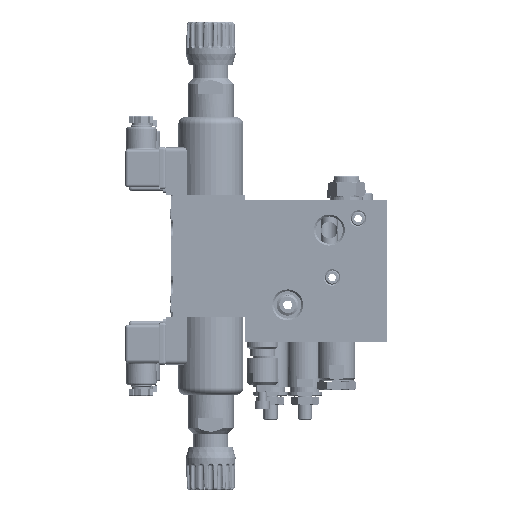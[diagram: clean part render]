
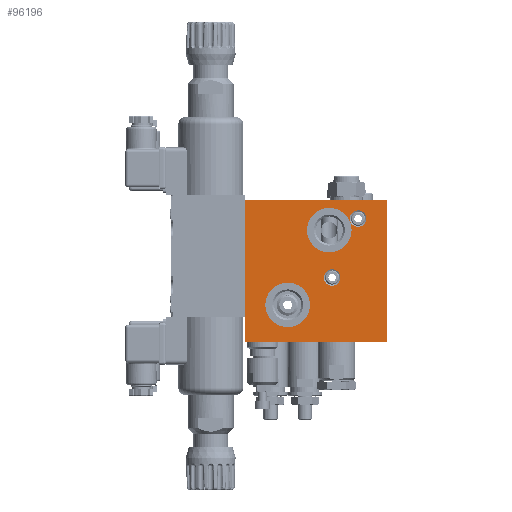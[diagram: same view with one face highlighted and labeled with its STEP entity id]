
A CAD part, left-side view. The second image highlights one B-rep face of the part: STEP entity #96196.
In plain terms, the highlighted planar face has unit normal (-1, 0, 0).
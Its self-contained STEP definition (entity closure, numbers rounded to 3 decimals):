
#137 = VERTEX_POINT ( 'NONE', #168552 ) ;
#1595 = DIRECTION ( 'NONE',  ( -1., 0., 0. ) ) ;
#7567 = LINE ( 'NONE', #64652, #74099 ) ;
#7675 = ORIENTED_EDGE ( 'NONE', *, *, #100051, .F. ) ;
#10902 = EDGE_CURVE ( 'NONE', #132066, #24275, #20276, .T. ) ;
#11762 = DIRECTION ( 'NONE',  ( 0., 0., 1. ) ) ;
#12736 = AXIS2_PLACEMENT_3D ( 'NONE', #24448, #38649, #137831 ) ;
#13453 = CIRCLE ( 'NONE', #97748, 5.75 ) ;
#13689 = DIRECTION ( 'NONE',  ( -1., 0., 0. ) ) ;
#15593 = AXIS2_PLACEMENT_3D ( 'NONE', #86526, #1595, #100819 ) ;
#16005 = EDGE_LOOP ( 'NONE', ( #117283, #66143 ) ) ;
#20276 = CIRCLE ( 'NONE', #165710, 15.5 ) ;
#20606 = ORIENTED_EDGE ( 'NONE', *, *, #39493, .F. ) ;
#21564 = VERTEX_POINT ( 'NONE', #39039 ) ;
#21829 = DIRECTION ( 'NONE',  ( -1., 0., 0. ) ) ;
#22114 = EDGE_LOOP ( 'NONE', ( #20606, #7675 ) ) ;
#22911 = VERTEX_POINT ( 'NONE', #175627 ) ;
#24265 = VERTEX_POINT ( 'NONE', #72771 ) ;
#24275 = VERTEX_POINT ( 'NONE', #129799 ) ;
#24448 = CARTESIAN_POINT ( 'NONE',  ( -240.225, 242.888, 84.827 ) ) ;
#31286 = CARTESIAN_POINT ( 'NONE',  ( -240.225, 311.888, 27.327 ) ) ;
#31607 = CIRCLE ( 'NONE', #163962, 5.75 ) ;
#33975 = CIRCLE ( 'NONE', #178973, 15.5 ) ;
#38649 = DIRECTION ( 'NONE',  ( 1., 0., 0. ) ) ;
#38986 = FACE_BOUND ( 'NONE', #22114, .T. ) ;
#39039 = CARTESIAN_POINT ( 'NONE',  ( -240.225, 341.888, -14.173 ) ) ;
#39493 = EDGE_CURVE ( 'NONE', #22911, #137, #92077, .T. ) ;
#44231 = EDGE_CURVE ( 'NONE', #176314, #21564, #7567, .T. ) ;
#45378 = DIRECTION ( 'NONE',  ( -1., 0., 0. ) ) ;
#45470 = EDGE_CURVE ( 'NONE', #21564, #108667, #149154, .T. ) ;
#46287 = CARTESIAN_POINT ( 'NONE',  ( -240.225, 282.888, 48.327 ) ) ;
#46303 = CARTESIAN_POINT ( 'NONE',  ( -240.225, 282.888, 63.827 ) ) ;
#50459 = VECTOR ( 'NONE', #61149, 1000. ) ;
#50574 = CARTESIAN_POINT ( 'NONE',  ( -240.225, 280.888, 36.577 ) ) ;
#54880 = DIRECTION ( 'NONE',  ( -1., 0., 0. ) ) ;
#56432 = VECTOR ( 'NONE', #129739, 1000. ) ;
#56462 = VERTEX_POINT ( 'NONE', #75616 ) ;
#59438 = CARTESIAN_POINT ( 'NONE',  ( -240.225, 341.888, 84.827 ) ) ;
#59536 = CIRCLE ( 'NONE', #183865, 5.75 ) ;
#60527 = CARTESIAN_POINT ( 'NONE',  ( -240.225, 242.888, 84.827 ) ) ;
#60585 = DIRECTION ( 'NONE',  ( 0., 0., 1. ) ) ;
#61149 = DIRECTION ( 'NONE',  ( 0., 0., -1. ) ) ;
#64652 = CARTESIAN_POINT ( 'NONE',  ( -240.225, 341.888, 84.827 ) ) ;
#65165 = DIRECTION ( 'NONE',  ( 0., -1., 0. ) ) ;
#66143 = ORIENTED_EDGE ( 'NONE', *, *, #138072, .F. ) ;
#72771 = CARTESIAN_POINT ( 'NONE',  ( -240.225, 242.888, 84.827 ) ) ;
#74099 = VECTOR ( 'NONE', #149584, 1000. ) ;
#75616 = CARTESIAN_POINT ( 'NONE',  ( -240.225, 311.888, -3.673 ) ) ;
#80248 = ORIENTED_EDGE ( 'NONE', *, *, #10902, .F. ) ;
#81175 = FACE_BOUND ( 'NONE', #163550, .T. ) ;
#82471 = ORIENTED_EDGE ( 'NONE', *, *, #163448, .F. ) ;
#83604 = CARTESIAN_POINT ( 'NONE',  ( -240.225, 311.888, 11.827 ) ) ;
#85350 = AXIS2_PLACEMENT_3D ( 'NONE', #130338, #45378, #144562 ) ;
#86526 = CARTESIAN_POINT ( 'NONE',  ( -240.225, 262.888, 71.827 ) ) ;
#89860 = EDGE_LOOP ( 'NONE', ( #125782, #82471 ) ) ;
#90765 = EDGE_CURVE ( 'NONE', #98267, #178566, #13453, .T. ) ;
#92077 = CIRCLE ( 'NONE', #15593, 5.75 ) ;
#94121 = LINE ( 'NONE', #115508, #56432 ) ;
#96196 = ADVANCED_FACE ( 'NONE', ( #138797, #176510, #81175, #105538, #38986 ), #123046, .F. ) ;
#96723 = DIRECTION ( 'NONE',  ( -1., 0., 0. ) ) ;
#97748 = AXIS2_PLACEMENT_3D ( 'NONE', #181588, #96723, #11762 ) ;
#97860 = DIRECTION ( 'NONE',  ( 0., 0., 1. ) ) ;
#98267 = VERTEX_POINT ( 'NONE', #50574 ) ;
#98643 = CARTESIAN_POINT ( 'NONE',  ( -240.225, 282.888, 63.827 ) ) ;
#100051 = EDGE_CURVE ( 'NONE', #137, #22911, #31607, .T. ) ;
#100819 = DIRECTION ( 'NONE',  ( 0., 0., 1. ) ) ;
#105538 = FACE_BOUND ( 'NONE', #89860, .T. ) ;
#106082 = CIRCLE ( 'NONE', #152692, 15.5 ) ;
#106764 = CARTESIAN_POINT ( 'NONE',  ( -240.225, 262.888, 71.827 ) ) ;
#106984 = VECTOR ( 'NONE', #65165, 1000. ) ;
#107032 = EDGE_CURVE ( 'NONE', #24265, #108667, #163633, .T. ) ;
#108667 = VERTEX_POINT ( 'NONE', #146072 ) ;
#111628 = ORIENTED_EDGE ( 'NONE', *, *, #125560, .F. ) ;
#112891 = DIRECTION ( 'NONE',  ( 0., 0., 1. ) ) ;
#115508 = CARTESIAN_POINT ( 'NONE',  ( -240.225, 242.888, 84.827 ) ) ;
#116802 = CARTESIAN_POINT ( 'NONE',  ( -240.225, 280.888, 25.077 ) ) ;
#117283 = ORIENTED_EDGE ( 'NONE', *, *, #134763, .F. ) ;
#118600 = VERTEX_POINT ( 'NONE', #31286 ) ;
#121047 = DIRECTION ( 'NONE',  ( 0., 0., 1. ) ) ;
#123046 = PLANE ( 'NONE',  #12736 ) ;
#125120 = ORIENTED_EDGE ( 'NONE', *, *, #44231, .T. ) ;
#125560 = EDGE_CURVE ( 'NONE', #24275, #132066, #33975, .T. ) ;
#125782 = ORIENTED_EDGE ( 'NONE', *, *, #90765, .F. ) ;
#126777 = EDGE_LOOP ( 'NONE', ( #174385, #155477, #182137, #125120 ) ) ;
#129739 = DIRECTION ( 'NONE',  ( 0., -1., 0. ) ) ;
#129799 = CARTESIAN_POINT ( 'NONE',  ( -240.225, 282.888, 79.327 ) ) ;
#130338 = CARTESIAN_POINT ( 'NONE',  ( -240.225, 311.888, 11.827 ) ) ;
#132066 = VERTEX_POINT ( 'NONE', #46287 ) ;
#134763 = EDGE_CURVE ( 'NONE', #118600, #56462, #106082, .T. ) ;
#137831 = DIRECTION ( 'NONE',  ( 0., 0., -1. ) ) ;
#138072 = EDGE_CURVE ( 'NONE', #56462, #118600, #183270, .T. ) ;
#138797 = FACE_OUTER_BOUND ( 'NONE', #126777, .T. ) ;
#139784 = CARTESIAN_POINT ( 'NONE',  ( -240.225, 280.888, 30.827 ) ) ;
#144562 = DIRECTION ( 'NONE',  ( 0., 0., 1. ) ) ;
#145514 = DIRECTION ( 'NONE',  ( -1., 0., 0. ) ) ;
#146072 = CARTESIAN_POINT ( 'NONE',  ( -240.225, 242.888, -14.173 ) ) ;
#149154 = LINE ( 'NONE', #150085, #106984 ) ;
#149584 = DIRECTION ( 'NONE',  ( 0., 0., -1. ) ) ;
#150085 = CARTESIAN_POINT ( 'NONE',  ( -240.225, 242.888, -14.173 ) ) ;
#152692 = AXIS2_PLACEMENT_3D ( 'NONE', #83604, #182736, #97860 ) ;
#154064 = DIRECTION ( 'NONE',  ( 0., 0., 1. ) ) ;
#155477 = ORIENTED_EDGE ( 'NONE', *, *, #107032, .F. ) ;
#163448 = EDGE_CURVE ( 'NONE', #178566, #98267, #59536, .T. ) ;
#163550 = EDGE_LOOP ( 'NONE', ( #111628, #80248 ) ) ;
#163633 = LINE ( 'NONE', #60527, #50459 ) ;
#163962 = AXIS2_PLACEMENT_3D ( 'NONE', #106764, #21829, #121047 ) ;
#165710 = AXIS2_PLACEMENT_3D ( 'NONE', #98643, #13689, #112891 ) ;
#168552 = CARTESIAN_POINT ( 'NONE',  ( -240.225, 262.888, 66.077 ) ) ;
#174385 = ORIENTED_EDGE ( 'NONE', *, *, #45470, .T. ) ;
#175627 = CARTESIAN_POINT ( 'NONE',  ( -240.225, 262.888, 77.577 ) ) ;
#175736 = EDGE_CURVE ( 'NONE', #176314, #24265, #94121, .T. ) ;
#176314 = VERTEX_POINT ( 'NONE', #59438 ) ;
#176510 = FACE_BOUND ( 'NONE', #16005, .T. ) ;
#178566 = VERTEX_POINT ( 'NONE', #116802 ) ;
#178973 = AXIS2_PLACEMENT_3D ( 'NONE', #46303, #145514, #60585 ) ;
#181588 = CARTESIAN_POINT ( 'NONE',  ( -240.225, 280.888, 30.827 ) ) ;
#182137 = ORIENTED_EDGE ( 'NONE', *, *, #175736, .F. ) ;
#182736 = DIRECTION ( 'NONE',  ( -1., 0., 0. ) ) ;
#183270 = CIRCLE ( 'NONE', #85350, 15.5 ) ;
#183865 = AXIS2_PLACEMENT_3D ( 'NONE', #139784, #54880, #154064 ) ;
